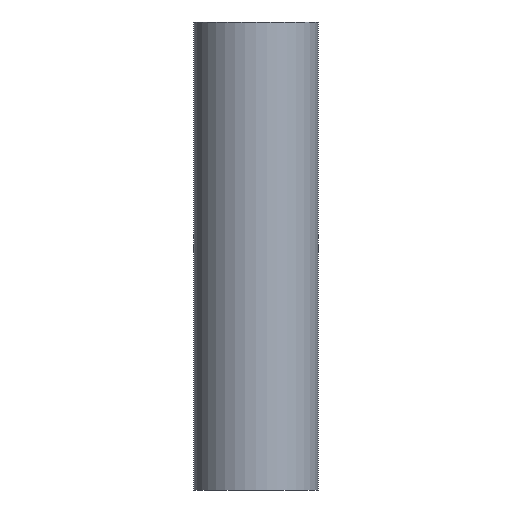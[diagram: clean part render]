
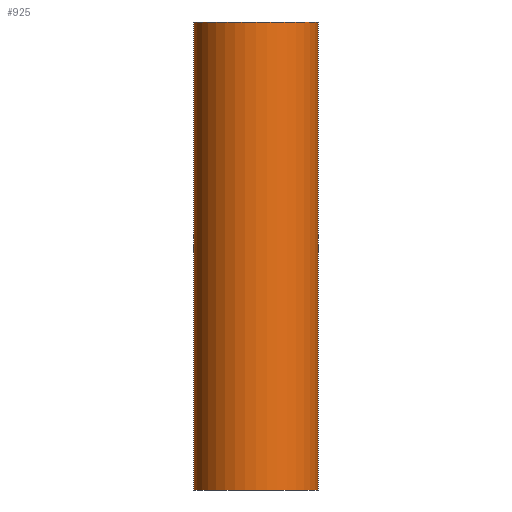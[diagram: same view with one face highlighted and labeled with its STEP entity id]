
A CAD part, front view. The second image highlights one B-rep face of the part: STEP entity #925.
In plain terms, the highlighted cylindrical face has radius 10 mm (diameter 20 mm), a partial arc.
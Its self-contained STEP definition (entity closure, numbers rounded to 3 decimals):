
#15 = DIRECTION ( 'NONE',  ( 0., 0., 1. ) ) ;
#49 = CARTESIAN_POINT ( 'NONE',  ( -10., 0., 0. ) ) ;
#62 = CIRCLE ( 'NONE', #1605, 10. ) ;
#80 = EDGE_CURVE ( 'NONE', #1135, #1656, #62, .T. ) ;
#107 = ORIENTED_EDGE ( 'NONE', *, *, #178, .T. ) ;
#178 = EDGE_CURVE ( 'NONE', #462, #1286, #1096, .T. ) ;
#211 = CARTESIAN_POINT ( 'NONE',  ( -10., 0., 75. ) ) ;
#263 = CARTESIAN_POINT ( 'NONE',  ( 10., 0., 75. ) ) ;
#306 = FACE_OUTER_BOUND ( 'NONE', #737, .T. ) ;
#321 = DIRECTION ( 'NONE',  ( 0., 0., 1. ) ) ;
#395 = EDGE_CURVE ( 'NONE', #1135, #462, #1084, .T. ) ;
#399 = CARTESIAN_POINT ( 'NONE',  ( 0., 0., 75. ) ) ;
#406 = VECTOR ( 'NONE', #1444, 1000. ) ;
#456 = CARTESIAN_POINT ( 'NONE',  ( 0., 0., 0. ) ) ;
#462 = VERTEX_POINT ( 'NONE', #49 ) ;
#548 = CARTESIAN_POINT ( 'NONE',  ( -10., 0., 75. ) ) ;
#554 = ORIENTED_EDGE ( 'NONE', *, *, #80, .F. ) ;
#569 = CARTESIAN_POINT ( 'NONE',  ( 10., 0., 75. ) ) ;
#674 = DIRECTION ( 'NONE',  ( 1., 0., 0. ) ) ;
#694 = DIRECTION ( 'NONE',  ( 0., 0., -1. ) ) ;
#737 = EDGE_LOOP ( 'NONE', ( #1216, #554, #1539, #107 ) ) ;
#779 = CARTESIAN_POINT ( 'NONE',  ( 10., 0., 0. ) ) ;
#817 = DIRECTION ( 'NONE',  ( -1., 0., 0. ) ) ;
#925 = ADVANCED_FACE ( 'NONE', ( #306 ), #1438, .T. ) ;
#1050 = VECTOR ( 'NONE', #1181, 1000. ) ;
#1084 = LINE ( 'NONE', #548, #406 ) ;
#1096 = CIRCLE ( 'NONE', #1304, 10. ) ;
#1135 = VERTEX_POINT ( 'NONE', #211 ) ;
#1181 = DIRECTION ( 'NONE',  ( 0., 0., -1. ) ) ;
#1216 = ORIENTED_EDGE ( 'NONE', *, *, #1345, .F. ) ;
#1286 = VERTEX_POINT ( 'NONE', #779 ) ;
#1304 = AXIS2_PLACEMENT_3D ( 'NONE', #456, #321, #1469 ) ;
#1316 = CARTESIAN_POINT ( 'NONE',  ( 0., 0., 75. ) ) ;
#1345 = EDGE_CURVE ( 'NONE', #1656, #1286, #1423, .T. ) ;
#1423 = LINE ( 'NONE', #263, #1050 ) ;
#1438 = CYLINDRICAL_SURFACE ( 'NONE', #1492, 10. ) ;
#1444 = DIRECTION ( 'NONE',  ( 0., 0., -1. ) ) ;
#1469 = DIRECTION ( 'NONE',  ( 1., 0., 0. ) ) ;
#1492 = AXIS2_PLACEMENT_3D ( 'NONE', #1316, #694, #817 ) ;
#1539 = ORIENTED_EDGE ( 'NONE', *, *, #395, .T. ) ;
#1605 = AXIS2_PLACEMENT_3D ( 'NONE', #399, #15, #674 ) ;
#1656 = VERTEX_POINT ( 'NONE', #569 ) ;
